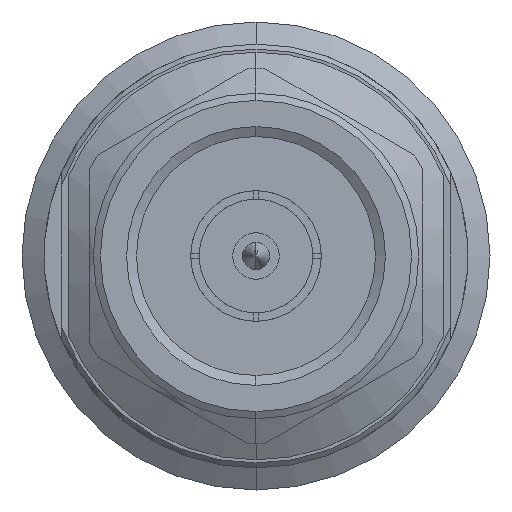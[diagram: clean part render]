
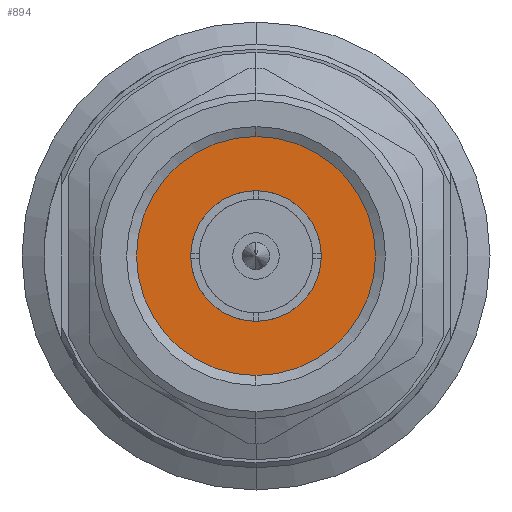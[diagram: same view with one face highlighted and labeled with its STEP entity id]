
A CAD part, left-side view. The second image highlights one B-rep face of the part: STEP entity #894.
In plain terms, the highlighted planar face has unit normal (-1, 0, 0).
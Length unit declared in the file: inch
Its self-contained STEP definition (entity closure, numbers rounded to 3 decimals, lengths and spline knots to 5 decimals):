
#184 = CIRCLE ( 'NONE', #1586, 0.15748 ) ;
#251 = CIRCLE ( 'NONE', #1600, 0.34395 ) ;
#372 = CIRCLE ( 'NONE', #1640, 0.34395 ) ;
#513 = CIRCLE ( 'NONE', #1693, 0.15748 ) ;
#894 = ADVANCED_FACE ( 'NONE', ( #3198, #3193 ), #3024, .T. ) ;
#1069 = EDGE_CURVE ( 'NONE', #2306, #5506, #184, .T. ) ;
#1106 = EDGE_CURVE ( 'NONE', #5412, #5475, #251, .T. ) ;
#1266 = CARTESIAN_POINT ( 'NONE',  ( 0.30413, 0., 0.15748 ) ) ;
#1517 = AXIS2_PLACEMENT_3D ( 'NONE', #3108, #3115, #3017 ) ;
#1586 = AXIS2_PLACEMENT_3D ( 'NONE', #2513, #2492, #2582 ) ;
#1600 = AXIS2_PLACEMENT_3D ( 'NONE', #2526, #2583, #2530 ) ;
#1640 = AXIS2_PLACEMENT_3D ( 'NONE', #4471, #4470, #4466 ) ;
#1693 = AXIS2_PLACEMENT_3D ( 'NONE', #3986, #3980, #3982 ) ;
#2110 = ORIENTED_EDGE ( 'NONE', *, *, #1069, .T. ) ;
#2125 = ORIENTED_EDGE ( 'NONE', *, *, #1106, .F. ) ;
#2172 = ORIENTED_EDGE ( 'NONE', *, *, #4831, .F. ) ;
#2224 = EDGE_LOOP ( 'NONE', ( #2400, #2110 ) ) ;
#2306 = VERTEX_POINT ( 'NONE', #1266 ) ;
#2400 = ORIENTED_EDGE ( 'NONE', *, *, #5071, .T. ) ;
#2492 = DIRECTION ( 'NONE',  ( 1., 0., 0. ) ) ;
#2513 = CARTESIAN_POINT ( 'NONE',  ( 0.30413, 0., 0. ) ) ;
#2526 = CARTESIAN_POINT ( 'NONE',  ( 0.30413, 0., 0. ) ) ;
#2530 = DIRECTION ( 'NONE',  ( 0., 0., -1. ) ) ;
#2582 = DIRECTION ( 'NONE',  ( 0., 0., -1. ) ) ;
#2583 = DIRECTION ( 'NONE',  ( 1., 0., 0. ) ) ;
#2656 = EDGE_LOOP ( 'NONE', ( #2125, #2172 ) ) ;
#2725 = CARTESIAN_POINT ( 'NONE',  ( 0.30413, 0., 0.34395 ) ) ;
#2828 = CARTESIAN_POINT ( 'NONE',  ( 0.30413, 0., -0.15748 ) ) ;
#2833 = CARTESIAN_POINT ( 'NONE',  ( 0.30413, 0., -0.34395 ) ) ;
#3017 = DIRECTION ( 'NONE',  ( 0., 0., 1. ) ) ;
#3024 = PLANE ( 'NONE',  #1517 ) ;
#3108 = CARTESIAN_POINT ( 'NONE',  ( 0.30413, 0., 0. ) ) ;
#3115 = DIRECTION ( 'NONE',  ( -1., 0., 0. ) ) ;
#3193 = FACE_OUTER_BOUND ( 'NONE', #2656, .T. ) ;
#3198 = FACE_BOUND ( 'NONE', #2224, .T. ) ;
#3980 = DIRECTION ( 'NONE',  ( 1., 0., 0. ) ) ;
#3982 = DIRECTION ( 'NONE',  ( 0., 0., -1. ) ) ;
#3986 = CARTESIAN_POINT ( 'NONE',  ( 0.30413, 0., 0. ) ) ;
#4466 = DIRECTION ( 'NONE',  ( 0., 0., -1. ) ) ;
#4470 = DIRECTION ( 'NONE',  ( 1., 0., 0. ) ) ;
#4471 = CARTESIAN_POINT ( 'NONE',  ( 0.30413, 0., 0. ) ) ;
#4831 = EDGE_CURVE ( 'NONE', #5475, #5412, #372, .T. ) ;
#5071 = EDGE_CURVE ( 'NONE', #5506, #2306, #513, .T. ) ;
#5412 = VERTEX_POINT ( 'NONE', #2833 ) ;
#5475 = VERTEX_POINT ( 'NONE', #2725 ) ;
#5506 = VERTEX_POINT ( 'NONE', #2828 ) ;
